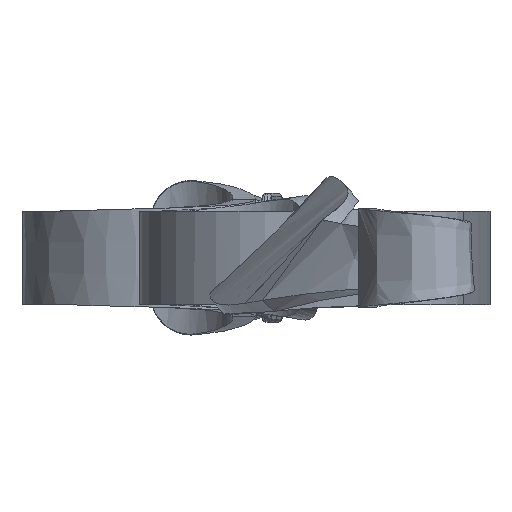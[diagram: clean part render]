
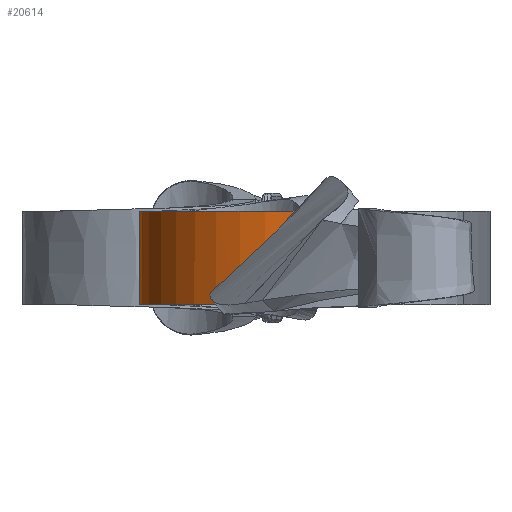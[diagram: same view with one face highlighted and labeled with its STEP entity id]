
A CAD part, left-side view. The second image highlights one B-rep face of the part: STEP entity #20614.
In plain terms, the highlighted cylindrical face has radius 27.935 mm (diameter 55.87 mm), a partial arc.
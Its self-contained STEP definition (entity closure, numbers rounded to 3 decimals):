
#19 = AXIS2_PLACEMENT_3D ( 'NONE', #17486, #19562, #5751 ) ;
#96 = AXIS2_PLACEMENT_3D ( 'NONE', #4572, #12475, #4416 ) ;
#441 = EDGE_CURVE ( 'NONE', #13753, #21188, #2886, .T. ) ;
#946 = DIRECTION ( 'NONE',  ( 0., 0., 1. ) ) ;
#1673 = CARTESIAN_POINT ( 'NONE',  ( -169.092, -14.985, -8. ) ) ;
#1689 = LINE ( 'NONE', #13026, #22317 ) ;
#2675 = CARTESIAN_POINT ( 'NONE',  ( -167.484, -19.506, 8. ) ) ;
#2875 = EDGE_CURVE ( 'NONE', #6483, #21079, #1689, .T. ) ;
#2886 = B_SPLINE_CURVE_WITH_KNOTS ( 'NONE', 3,
 ( #22733, #6971, #14468, #10929, #6715, #2675 ),
 .UNSPECIFIED., .F., .F.,
 ( 4, 2, 4 ),
 ( 0., 0.002, 0.004 ),
 .UNSPECIFIED. ) ;
#4259 = EDGE_CURVE ( 'NONE', #21188, #6483, #12739, .T. ) ;
#4416 = DIRECTION ( 'NONE',  ( -0.159, -0.987, 0. ) ) ;
#4572 = CARTESIAN_POINT ( 'NONE',  ( -142.065, -7.919, 8. ) ) ;
#5543 = ORIENTED_EDGE ( 'NONE', *, *, #13578, .T. ) ;
#5751 = DIRECTION ( 'NONE',  ( -0.159, -0.987, 0. ) ) ;
#6483 = VERTEX_POINT ( 'NONE', #7040 ) ;
#6715 = CARTESIAN_POINT ( 'NONE',  ( -167.74, -18.943, 7.986 ) ) ;
#6971 = CARTESIAN_POINT ( 'NONE',  ( -168.614, -16.632, 7.879 ) ) ;
#7040 = CARTESIAN_POINT ( 'NONE',  ( -143., 20., 8. ) ) ;
#7080 = CARTESIAN_POINT ( 'NONE',  ( -143., 20., -8. ) ) ;
#7734 = CIRCLE ( 'NONE', #19, 27.935 ) ;
#8328 = FACE_OUTER_BOUND ( 'NONE', #22721, .T. ) ;
#8567 = CARTESIAN_POINT ( 'NONE',  ( -169.092, -14.985, -8. ) ) ;
#8693 = ORIENTED_EDGE ( 'NONE', *, *, #4259, .T. ) ;
#9566 = CARTESIAN_POINT ( 'NONE',  ( -168.793, -16.04, 7.849 ) ) ;
#10639 = CARTESIAN_POINT ( 'NONE',  ( -142.065, -7.919, 0. ) ) ;
#10929 = CARTESIAN_POINT ( 'NONE',  ( -167.978, -18.373, 7.964 ) ) ;
#11387 = ORIENTED_EDGE ( 'NONE', *, *, #2875, .T. ) ;
#11614 = CARTESIAN_POINT ( 'NONE',  ( -168.966, -15.45, -2.726 ) ) ;
#11690 = CARTESIAN_POINT ( 'NONE',  ( -168.829, -15.924, 5.203 ) ) ;
#12475 = DIRECTION ( 'NONE',  ( 0., 0., -1. ) ) ;
#12739 = CIRCLE ( 'NONE', #96, 27.935 ) ;
#13026 = CARTESIAN_POINT ( 'NONE',  ( -143., 20., 8. ) ) ;
#13420 = CARTESIAN_POINT ( 'NONE',  ( -167.484, -19.506, 8. ) ) ;
#13578 = EDGE_CURVE ( 'NONE', #17153, #13753, #14184, .T. ) ;
#13753 = VERTEX_POINT ( 'NONE', #22990 ) ;
#13829 = EDGE_CURVE ( 'NONE', #17153, #21079, #7734, .T. ) ;
#14184 = B_SPLINE_CURVE_WITH_KNOTS ( 'NONE', 3,
 ( #1673, #17181, #11614, #19162, #11690, #9566 ),
 .UNSPECIFIED., .F., .F.,
 ( 4, 2, 4 ),
 ( 0., 0.008, 0.016 ),
 .UNSPECIFIED. ) ;
#14468 = CARTESIAN_POINT ( 'NONE',  ( -168.415, -17.216, 7.911 ) ) ;
#17153 = VERTEX_POINT ( 'NONE', #8567 ) ;
#17181 = CARTESIAN_POINT ( 'NONE',  ( -169.023, -15.248, -5.366 ) ) ;
#17486 = CARTESIAN_POINT ( 'NONE',  ( -142.065, -7.919, -8. ) ) ;
#19162 = CARTESIAN_POINT ( 'NONE',  ( -168.869, -15.788, 2.559 ) ) ;
#19562 = DIRECTION ( 'NONE',  ( 0., 0., -1. ) ) ;
#20614 = ADVANCED_FACE ( 'NONE', ( #8328 ), #20909, .T. ) ;
#20758 = DIRECTION ( 'NONE',  ( -1., 0., 0. ) ) ;
#20791 = ORIENTED_EDGE ( 'NONE', *, *, #441, .T. ) ;
#20909 = CYLINDRICAL_SURFACE ( 'NONE', #21992, 27.935 ) ;
#21079 = VERTEX_POINT ( 'NONE', #7080 ) ;
#21188 = VERTEX_POINT ( 'NONE', #13420 ) ;
#21992 = AXIS2_PLACEMENT_3D ( 'NONE', #10639, #946, #20758 ) ;
#22261 = ORIENTED_EDGE ( 'NONE', *, *, #13829, .F. ) ;
#22317 = VECTOR ( 'NONE', #22874, 1000. ) ;
#22721 = EDGE_LOOP ( 'NONE', ( #20791, #8693, #11387, #22261, #5543 ) ) ;
#22733 = CARTESIAN_POINT ( 'NONE',  ( -168.793, -16.04, 7.849 ) ) ;
#22874 = DIRECTION ( 'NONE',  ( 0., 0., -1. ) ) ;
#22990 = CARTESIAN_POINT ( 'NONE',  ( -168.793, -16.04, 7.849 ) ) ;
